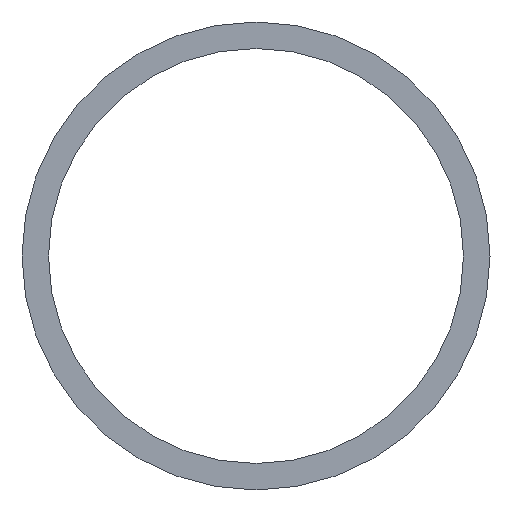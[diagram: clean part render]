
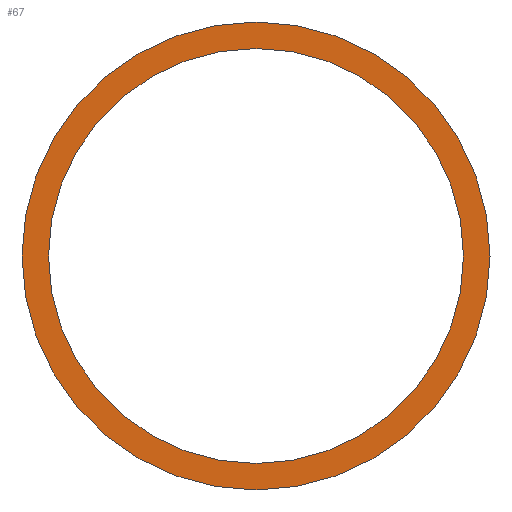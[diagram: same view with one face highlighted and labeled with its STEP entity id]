
A CAD part, left-side view. The second image highlights one B-rep face of the part: STEP entity #67.
In plain terms, the highlighted planar face has unit normal (-1, 0, 0).
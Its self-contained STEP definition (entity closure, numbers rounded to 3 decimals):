
#63 = VERTEX_POINT( '', #136 );
#65 = VERTEX_POINT( '', #138 );
#67 = ADVANCED_FACE( '', ( #140, #141 ), #142, .F. );
#75 = EDGE_CURVE( '', #91, #63, #151, .T. );
#77 = EDGE_CURVE( '', #65, #79, #153, .T. );
#79 = VERTEX_POINT( '', #155 );
#85 = EDGE_CURVE( '', #79, #65, #162, .T. );
#91 = VERTEX_POINT( '', #168 );
#93 = EDGE_CURVE( '', #63, #91, #170, .T. );
#136 = CARTESIAN_POINT( '', ( 0., 0., 248.3 ) );
#138 = CARTESIAN_POINT( '', ( 0., 0., 280. ) );
#140 = FACE_OUTER_BOUND( '', #212, .T. );
#141 = FACE_BOUND( '', #213, .T. );
#142 = PLANE( '', #214 );
#151 = CIRCLE( '', #226, 248.3 );
#153 = CIRCLE( '', #229, 280. );
#155 = CARTESIAN_POINT( '', ( 0., 0., -280. ) );
#162 = CIRCLE( '', #240, 280. );
#168 = CARTESIAN_POINT( '', ( 0., 0., -248.3 ) );
#170 = CIRCLE( '', #251, 248.3 );
#212 = EDGE_LOOP( '', ( #290, #291 ) );
#213 = EDGE_LOOP( '', ( #292, #293 ) );
#214 = AXIS2_PLACEMENT_3D( '', #294, #295, #296 );
#226 = AXIS2_PLACEMENT_3D( '', #306, #307, #308 );
#229 = AXIS2_PLACEMENT_3D( '', #309, #310, #311 );
#240 = AXIS2_PLACEMENT_3D( '', #323, #324, #325 );
#251 = AXIS2_PLACEMENT_3D( '', #327, #328, #329 );
#290 = ORIENTED_EDGE( '', *, *, #85, .F. );
#291 = ORIENTED_EDGE( '', *, *, #77, .F. );
#292 = ORIENTED_EDGE( '', *, *, #75, .T. );
#293 = ORIENTED_EDGE( '', *, *, #93, .T. );
#294 = CARTESIAN_POINT( '', ( 0., 0., 0. ) );
#295 = DIRECTION( '', ( 1., 0., 0. ) );
#296 = DIRECTION( '', ( 0., 0., -1. ) );
#306 = CARTESIAN_POINT( '', ( 0., 0., 0. ) );
#307 = DIRECTION( '', ( 1., 0., 0. ) );
#308 = DIRECTION( '', ( 0., 0., -1. ) );
#309 = CARTESIAN_POINT( '', ( 0., 0., 0. ) );
#310 = DIRECTION( '', ( 1., 0., 0. ) );
#311 = DIRECTION( '', ( 0., 0., -1. ) );
#323 = CARTESIAN_POINT( '', ( 0., 0., 0. ) );
#324 = DIRECTION( '', ( 1., 0., 0. ) );
#325 = DIRECTION( '', ( 0., 0., -1. ) );
#327 = CARTESIAN_POINT( '', ( 0., 0., 0. ) );
#328 = DIRECTION( '', ( 1., 0., 0. ) );
#329 = DIRECTION( '', ( 0., 0., -1. ) );
